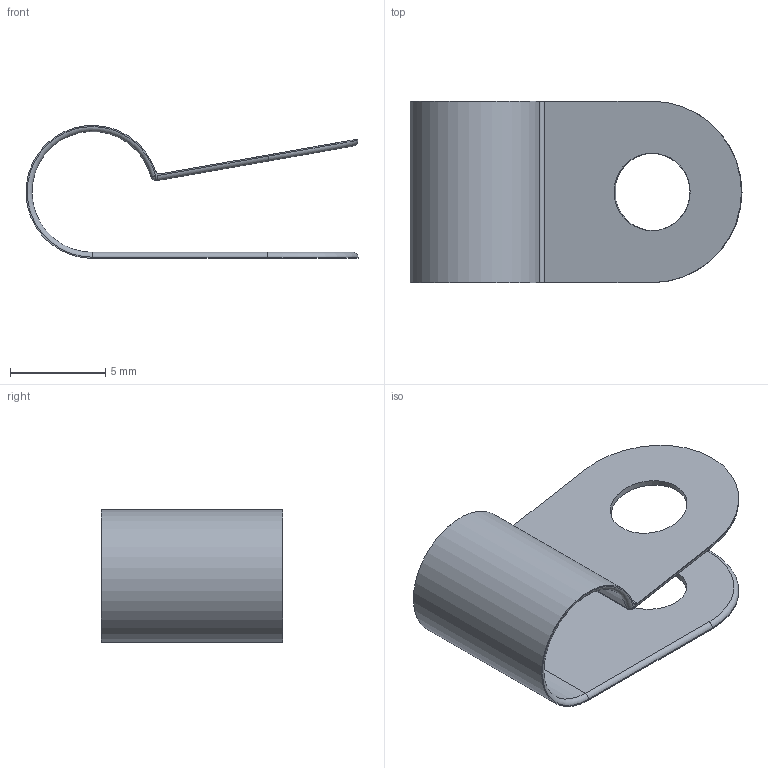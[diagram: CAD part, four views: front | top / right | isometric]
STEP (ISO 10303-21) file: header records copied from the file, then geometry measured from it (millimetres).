
FILE_DESCRIPTION(/* description */ (''),/* implementation_level */ '2;1');
FILE_NAME(/* name */ 'PANDUIT_CCS12-S8',/* time_stamp */ '2012-09-25T16:33:17-05:00',/* author */ (''),/* organization */ (''),/* preprocessor_version */ 'ST-DEVELOPER v9',/* originating_system */ 'UGS - NX 3.0',/* authorisation */ '');
FILE_SCHEMA (('CONFIG_CONTROL_DESIGN'));
Length unit declared in the file: inch
Products named in the file (1): bwg08B4x4hy
Bounding box: 17.43 x 9.53 x 6.98 mm (x, y, z)
Volume: 104.6 mm3; surface area: 692.1 mm2
Topology: 1 solids, 1 shells, 28 faces, 66 edges, 38 vertices
Faces by surface type: cylinder 14, plane 8, torus 4, sphere 2
Full cylindrical faces by diameter (mm): 4.064 x1
Entity records: 879 total; most frequent: DIRECTION 153, CARTESIAN_POINT 130, ORIENTED_EDGE 126, EDGE_CURVE 63, AXIS2_PLACEMENT_3D 61, VERTEX_POINT 38, EDGE_LOOP 33, LINE 31
